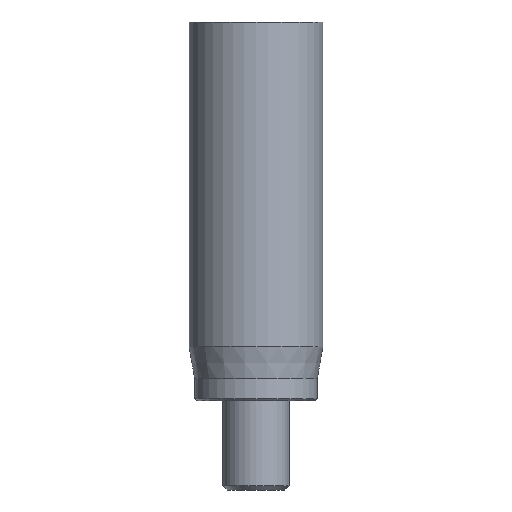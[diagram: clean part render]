
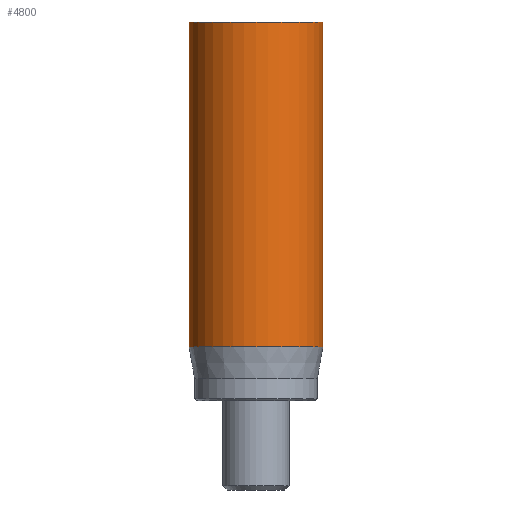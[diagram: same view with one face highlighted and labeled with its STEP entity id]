
A CAD part, front view. The second image highlights one B-rep face of the part: STEP entity #4800.
In plain terms, the highlighted cylindrical face has radius 3 mm (diameter 6 mm), a full revolution.
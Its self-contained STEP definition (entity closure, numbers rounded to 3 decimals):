
#40=CYLINDRICAL_SURFACE('',#5004,3.);
#58=CIRCLE('',#4971,3.);
#74=CIRCLE('',#5002,3.);
#75=CIRCLE('',#5003,3.);
#853=FACE_OUTER_BOUND('',#1139,.T.);
#1139=EDGE_LOOP('',(#4358,#4359,#4360,#4361,#4362));
#1480=LINE('',#9235,#1825);
#1825=VECTOR('',#5563,3.);
#2279=VERTEX_POINT('',#9174);
#2295=VERTEX_POINT('',#9229);
#2296=VERTEX_POINT('',#9230);
#2965=EDGE_CURVE('',#2279,#2279,#58,.T.);
#2989=EDGE_CURVE('',#2295,#2296,#74,.T.);
#2990=EDGE_CURVE('',#2296,#2295,#75,.T.);
#2992=EDGE_CURVE('',#2279,#2295,#1480,.T.);
#4358=ORIENTED_EDGE('',*,*,#2965,.T.);
#4359=ORIENTED_EDGE('',*,*,#2992,.T.);
#4360=ORIENTED_EDGE('',*,*,#2989,.T.);
#4361=ORIENTED_EDGE('',*,*,#2990,.T.);
#4362=ORIENTED_EDGE('',*,*,#2992,.F.);
#4800=ADVANCED_FACE('',(#853),#40,.T.);
#4971=AXIS2_PLACEMENT_3D('',#9175,#5486,#5487);
#5002=AXIS2_PLACEMENT_3D('',#9231,#5556,#5557);
#5003=AXIS2_PLACEMENT_3D('',#9232,#5558,#5559);
#5004=AXIS2_PLACEMENT_3D('',#9234,#5561,#5562);
#5486=DIRECTION('center_axis',(0.,0.,-1.));
#5487=DIRECTION('ref_axis',(-1.,0.,0.));
#5556=DIRECTION('center_axis',(0.,0.,1.));
#5557=DIRECTION('ref_axis',(-1.,0.,0.));
#5558=DIRECTION('center_axis',(0.,0.,1.));
#5559=DIRECTION('ref_axis',(-1.,0.,0.));
#5561=DIRECTION('center_axis',(0.,0.,1.));
#5562=DIRECTION('ref_axis',(-1.,0.,0.));
#5563=DIRECTION('',(0.,0.,-1.));
#9174=CARTESIAN_POINT('',(3.,0.,17.));
#9175=CARTESIAN_POINT('Origin',(0.,0.,17.));
#9229=CARTESIAN_POINT('',(3.,0.,2.418));
#9230=CARTESIAN_POINT('',(-3.,0.,2.418));
#9231=CARTESIAN_POINT('Origin',(0.,0.,2.418));
#9232=CARTESIAN_POINT('Origin',(0.,0.,2.418));
#9234=CARTESIAN_POINT('Origin',(0.,0.,0.));
#9235=CARTESIAN_POINT('',(3.,0.,0.));
